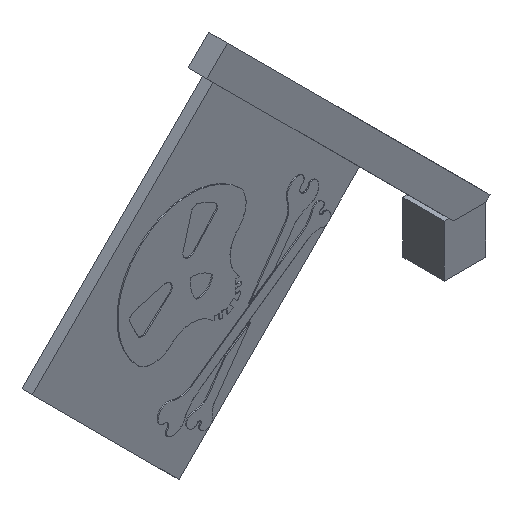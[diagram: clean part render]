
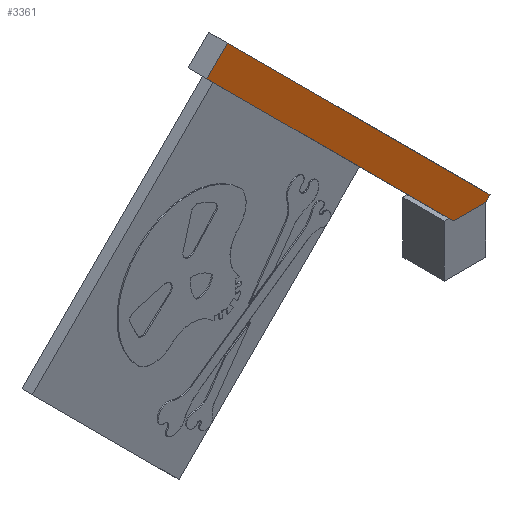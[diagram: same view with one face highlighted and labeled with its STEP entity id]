
A CAD part, isometric view. The second image highlights one B-rep face of the part: STEP entity #3361.
In plain terms, the highlighted planar face has unit normal (0, -1, 0).
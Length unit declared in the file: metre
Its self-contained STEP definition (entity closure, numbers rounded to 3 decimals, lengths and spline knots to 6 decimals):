
#51=PLANE('',#3715);
#830=ORIENTED_EDGE('',*,*,#1660,.F.);
#831=ORIENTED_EDGE('',*,*,#1661,.F.);
#832=ORIENTED_EDGE('',*,*,#1662,.F.);
#833=ORIENTED_EDGE('',*,*,#1663,.T.);
#834=ORIENTED_EDGE('',*,*,#1656,.T.);
#1656=EDGE_CURVE('',#2074,#2072,#2342,.T.);
#1660=EDGE_CURVE('',#2077,#2072,#2346,.T.);
#1661=EDGE_CURVE('',#2078,#2077,#2347,.T.);
#1662=EDGE_CURVE('',#2079,#2078,#2348,.T.);
#1663=EDGE_CURVE('',#2079,#2074,#2349,.T.);
#2072=VERTEX_POINT('',#5625);
#2074=VERTEX_POINT('',#5628);
#2077=VERTEX_POINT('',#5636);
#2078=VERTEX_POINT('',#5638);
#2079=VERTEX_POINT('',#5640);
#2342=LINE('',#5627,#2655);
#2346=LINE('',#5635,#2659);
#2347=LINE('',#5637,#2660);
#2348=LINE('',#5639,#2661);
#2349=LINE('',#5641,#2662);
#2655=VECTOR('',#4539,1.);
#2659=VECTOR('',#4545,1.);
#2660=VECTOR('',#4546,1.);
#2661=VECTOR('',#4547,1.);
#2662=VECTOR('',#4548,1.);
#2874=EDGE_LOOP('',(#830,#831,#832,#833,#834));
#3075=FACE_BOUND('',#2874,.T.);
#3361=ADVANCED_FACE('',(#3075),#51,.F.);
#3715=AXIS2_PLACEMENT_3D('',#5634,#4543,#4544);
#4539=DIRECTION('',(0.707,0.,-0.707));
#4543=DIRECTION('',(0.,1.,0.));
#4544=DIRECTION('',(-1.,0.,0.));
#4545=DIRECTION('',(-1.,0.,0.));
#4546=DIRECTION('',(-0.707,0.,-0.707));
#4547=DIRECTION('',(0.707,0.,-0.707));
#4548=DIRECTION('',(-0.707,0.,-0.707));
#5625=CARTESIAN_POINT('',(-0.169667,0.0006,0.066));
#5627=CARTESIAN_POINT('',(-0.180769,0.0006,0.077102));
#5628=CARTESIAN_POINT('',(-0.193426,0.0006,0.089759));
#5634=CARTESIAN_POINT('',(-0.178789,0.0006,0.079081));
#5635=CARTESIAN_POINT('',(-0.168111,0.0006,0.066));
#5636=CARTESIAN_POINT('',(-0.166556,0.0006,0.066));
#5637=CARTESIAN_POINT('',(-0.166131,0.0006,0.066424));
#5638=CARTESIAN_POINT('',(-0.166131,0.0006,0.066424));
#5639=CARTESIAN_POINT('',(-0.178789,0.0006,0.079081));
#5640=CARTESIAN_POINT('',(-0.191446,0.0006,0.091739));
#5641=CARTESIAN_POINT('',(-0.191446,0.0006,0.091739));
